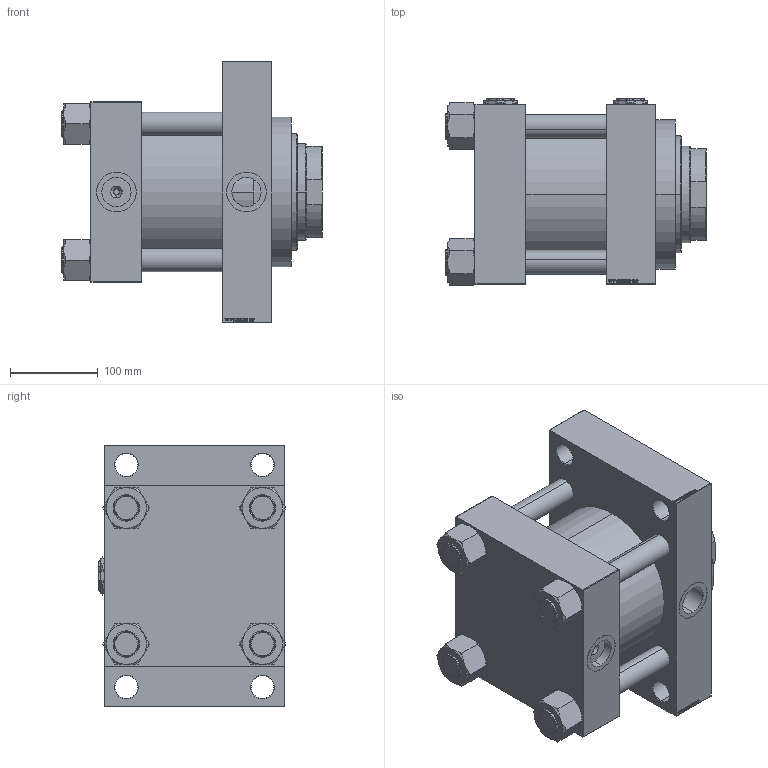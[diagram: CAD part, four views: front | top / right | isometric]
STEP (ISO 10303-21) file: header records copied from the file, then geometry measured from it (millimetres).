
FILE_DESCRIPTION (( 'STEP AP203' ), '1' );
FILE_NAME ('2426.STEP', '2025-05-26T14:54:23', ( '' ), ( '' ), 'SwSTEP 2.0', 'SolidWorks 2019', '' );
FILE_SCHEMA (( 'CONFIG_CONTROL_DESIGN' ));
Length unit declared in the file: millimetre
Products named in the file (7): V215CR_D_TYCINKA 62a2707fc7e54b29509dde46d267e63a; V215CR_D_Body 62a2707fc7e54b29509dde46d267e63a; V215_VC_A 62a2707fc7e54b29509dde46d267e63a; 2426; Zatka_pro_OIL_PORT 62a2707fc7e54b29509dde46d267e63a; NUT_M5_D 62a2707fc7e54b29509dde46d267e63a; V215CR_VCP_D 62a2707fc7e54b29509dde46d267e63a
Assembly tree (13 placements, depth 2):
  2426
    V215CR_D_Body 62a2707fc7e54b29509dde46d267e63a
    V215CR_VCP_D 62a2707fc7e54b29509dde46d267e63a
    NUT_M5_D 62a2707fc7e54b29509dde46d267e63a  x4
    V215CR_D_TYCINKA 62a2707fc7e54b29509dde46d267e63a  x4
    V215_VC_A 62a2707fc7e54b29509dde46d267e63a
    Zatka_pro_OIL_PORT 62a2707fc7e54b29509dde46d267e63a  x2
Bounding box: 296 x 213.57 x 297 mm (x, y, z)
Volume: 8134482.7 mm3; surface area: 786133.1 mm2
Topology: 13 solids, 13 shells, 1253 faces, 3144 edges, 2033 vertices
Faces by surface type: plane 593, bspline 368, cone 184, cylinder 100, torus 8
Entity records: 49913 total; most frequent: CARTESIAN_POINT 25933, ORIENTED_EDGE 5360, DIRECTION 3540, EDGE_CURVE 2680, VERTEX_POINT 1753, VECTOR 1564, LINE 1564, EDGE_LOOP 1193
